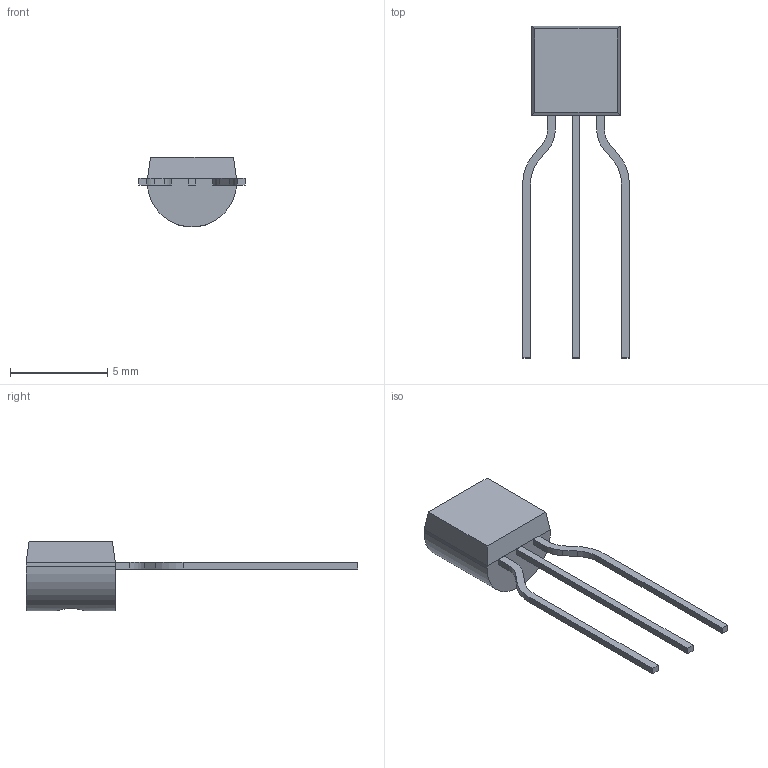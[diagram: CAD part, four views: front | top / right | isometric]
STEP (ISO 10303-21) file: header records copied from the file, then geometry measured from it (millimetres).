
FILE_DESCRIPTION (( 'STEP AP214' ), '1' );
FILE_NAME ('BC556B.STEP', '2024-05-31T18:46:43', ( '' ), ( '' ), 'SwSTEP 2.0', 'SolidWorks 2021', '' );
FILE_SCHEMA (( 'AUTOMOTIVE_DESIGN' ));
Length unit declared in the file: millimetre
Products named in the file (1): BC556B
Bounding box: 5.48 x 17.1 x 3.6 mm (x, y, z)
Volume: 69.1 mm3; surface area: 149.4 mm2
Topology: 4 solids, 4 shells, 48 faces, 113 edges, 74 vertices
Faces by surface type: plane 35, cylinder 13
Entity records: 1458 total; most frequent: CARTESIAN_POINT 268, DIRECTION 233, ORIENTED_EDGE 226, EDGE_CURVE 113, VECTOR 87, LINE 87, VERTEX_POINT 74, AXIS2_PLACEMENT_3D 73
